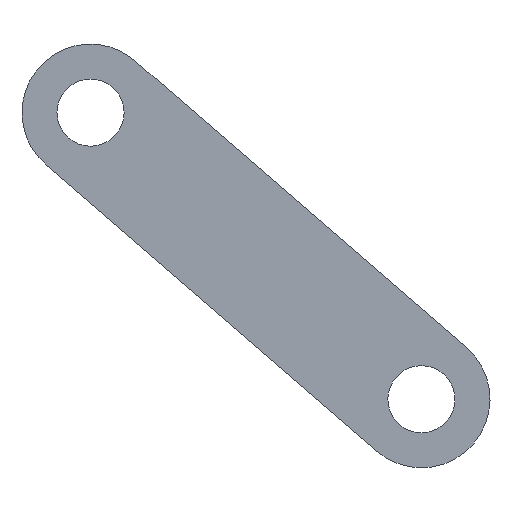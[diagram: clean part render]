
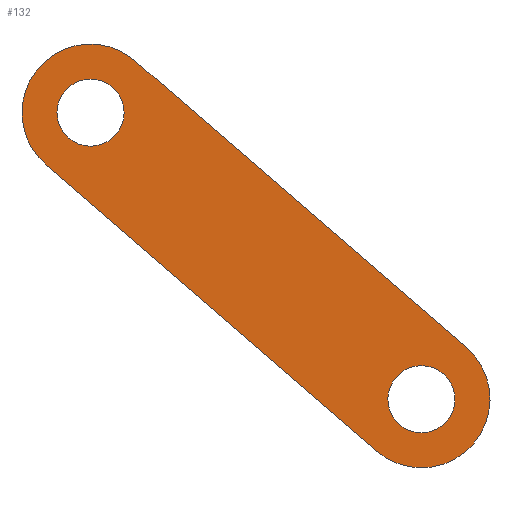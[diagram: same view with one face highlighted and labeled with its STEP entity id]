
A CAD part, front view. The second image highlights one B-rep face of the part: STEP entity #132.
In plain terms, the highlighted planar face has unit normal (0, -1, 0).
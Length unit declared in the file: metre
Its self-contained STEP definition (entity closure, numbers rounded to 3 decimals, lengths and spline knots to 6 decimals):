
#16=LINE('',#217,#24);
#17=LINE('',#222,#25);
#24=VECTOR('',#177,1.);
#25=VECTOR('',#180,1.);
#32=ORIENTED_EDGE('',*,*,#64,.T.);
#33=ORIENTED_EDGE('',*,*,#65,.T.);
#34=ORIENTED_EDGE('',*,*,#66,.T.);
#35=ORIENTED_EDGE('',*,*,#67,.F.);
#36=ORIENTED_EDGE('',*,*,#68,.F.);
#37=ORIENTED_EDGE('',*,*,#69,.F.);
#64=EDGE_CURVE('',#80,#80,#92,.T.);
#65=EDGE_CURVE('',#81,#81,#93,.T.);
#66=EDGE_CURVE('',#82,#83,#16,.T.);
#67=EDGE_CURVE('',#84,#83,#94,.T.);
#68=EDGE_CURVE('',#85,#84,#17,.T.);
#69=EDGE_CURVE('',#82,#85,#95,.T.);
#80=VERTEX_POINT('',#214);
#81=VERTEX_POINT('',#216);
#82=VERTEX_POINT('',#218);
#83=VERTEX_POINT('',#219);
#84=VERTEX_POINT('',#221);
#85=VERTEX_POINT('',#223);
#92=CIRCLE('',#154,0.00115);
#93=CIRCLE('',#155,0.00115);
#94=CIRCLE('',#156,0.00235);
#95=CIRCLE('',#157,0.00235);
#100=EDGE_LOOP('',(#32));
#101=EDGE_LOOP('',(#33));
#102=EDGE_LOOP('',(#34,#35,#36,#37));
#114=FACE_BOUND('',#100,.T.);
#115=FACE_BOUND('',#101,.T.);
#116=FACE_BOUND('',#102,.T.);
#128=PLANE('',#153);
#132=ADVANCED_FACE('',(#114,#115,#116),#128,.F.);
#153=AXIS2_PLACEMENT_3D('',#212,#171,#172);
#154=AXIS2_PLACEMENT_3D('',#213,#173,#174);
#155=AXIS2_PLACEMENT_3D('',#215,#175,#176);
#156=AXIS2_PLACEMENT_3D('',#220,#178,#179);
#157=AXIS2_PLACEMENT_3D('',#224,#181,#182);
#171=DIRECTION('',(0.,1.,0.));
#172=DIRECTION('',(0.655,0.,0.756));
#173=DIRECTION('',(0.,1.,0.));
#174=DIRECTION('',(0.655,0.,0.756));
#175=DIRECTION('',(0.,1.,0.));
#176=DIRECTION('',(0.655,0.,0.756));
#177=DIRECTION('',(0.756,0.,-0.655));
#178=DIRECTION('',(0.,1.,0.));
#179=DIRECTION('',(0.655,0.,0.756));
#180=DIRECTION('',(0.756,0.,-0.654));
#181=DIRECTION('',(0.,1.,0.));
#182=DIRECTION('',(0.655,0.,0.756));
#212=CARTESIAN_POINT('',(-0.06778,0.0593,0.021508));
#213=CARTESIAN_POINT('',(-0.06211,0.0593,0.016598));
#214=CARTESIAN_POINT('',(-0.061357,0.0593,0.017468));
#215=CARTESIAN_POINT('',(-0.073449,0.0593,0.026418));
#216=CARTESIAN_POINT('',(-0.072696,0.0593,0.027287));
#217=CARTESIAN_POINT('',(-0.069287,0.0593,0.019705));
#218=CARTESIAN_POINT('',(-0.074924,0.0593,0.024589));
#219=CARTESIAN_POINT('',(-0.063649,0.0593,0.014822));
#220=CARTESIAN_POINT('',(-0.06211,0.0593,0.016598));
#221=CARTESIAN_POINT('',(-0.060573,0.0593,0.018376));
#222=CARTESIAN_POINT('',(-0.071917,0.0593,0.028189));
#223=CARTESIAN_POINT('',(-0.072063,0.0593,0.028316));
#224=CARTESIAN_POINT('',(-0.073449,0.0593,0.026418));
